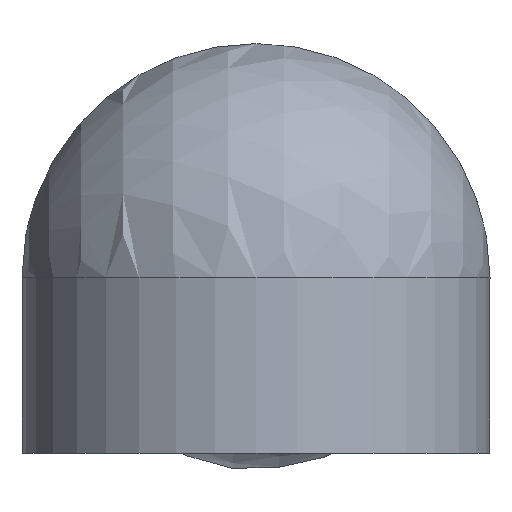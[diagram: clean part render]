
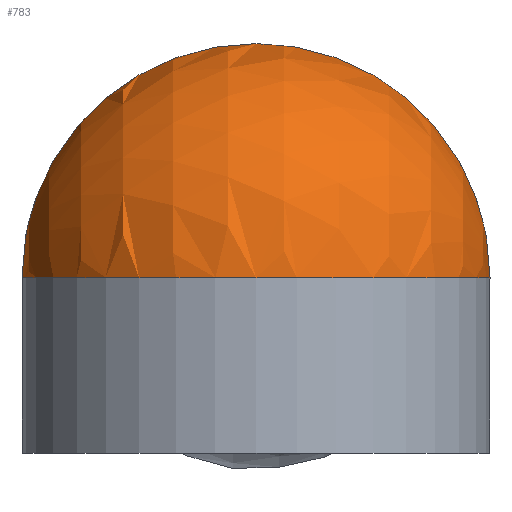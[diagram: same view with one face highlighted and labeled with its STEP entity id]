
A CAD part, front view. The second image highlights one B-rep face of the part: STEP entity #783.
In plain terms, the highlighted spherical face has radius 7 mm.
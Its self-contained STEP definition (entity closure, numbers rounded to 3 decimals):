
#18=SPHERICAL_SURFACE('',#858,7.);
#34=CIRCLE('',#851,7.);
#37=CIRCLE('',#859,7.);
#100=FACE_OUTER_BOUND('',#154,.T.);
#154=EDGE_LOOP('',(#618,#619));
#354=VERTEX_POINT('',#1278);
#355=VERTEX_POINT('',#1279);
#442=EDGE_CURVE('',#354,#355,#34,.T.);
#451=EDGE_CURVE('',#354,#355,#37,.T.);
#618=ORIENTED_EDGE('',*,*,#442,.T.);
#619=ORIENTED_EDGE('',*,*,#451,.F.);
#783=ADVANCED_FACE('',(#100),#18,.T.);
#851=AXIS2_PLACEMENT_3D('',#1280,#1017,#1018);
#858=AXIS2_PLACEMENT_3D('',#1295,#1037,#1038);
#859=AXIS2_PLACEMENT_3D('',#1296,#1039,#1040);
#1017=DIRECTION('center_axis',(0.,0.,1.));
#1018=DIRECTION('ref_axis',(1.,0.,0.));
#1037=DIRECTION('center_axis',(1.,0.,0.));
#1038=DIRECTION('ref_axis',(0.,-1.,0.));
#1039=DIRECTION('center_axis',(0.,1.,0.));
#1040=DIRECTION('ref_axis',(-1.,0.,0.));
#1278=CARTESIAN_POINT('',(0.,0.,0.));
#1279=CARTESIAN_POINT('',(14.,0.,0.));
#1280=CARTESIAN_POINT('Origin',(7.,0.,0.));
#1295=CARTESIAN_POINT('Origin',(7.,0.,0.));
#1296=CARTESIAN_POINT('Origin',(7.,0.,0.));
